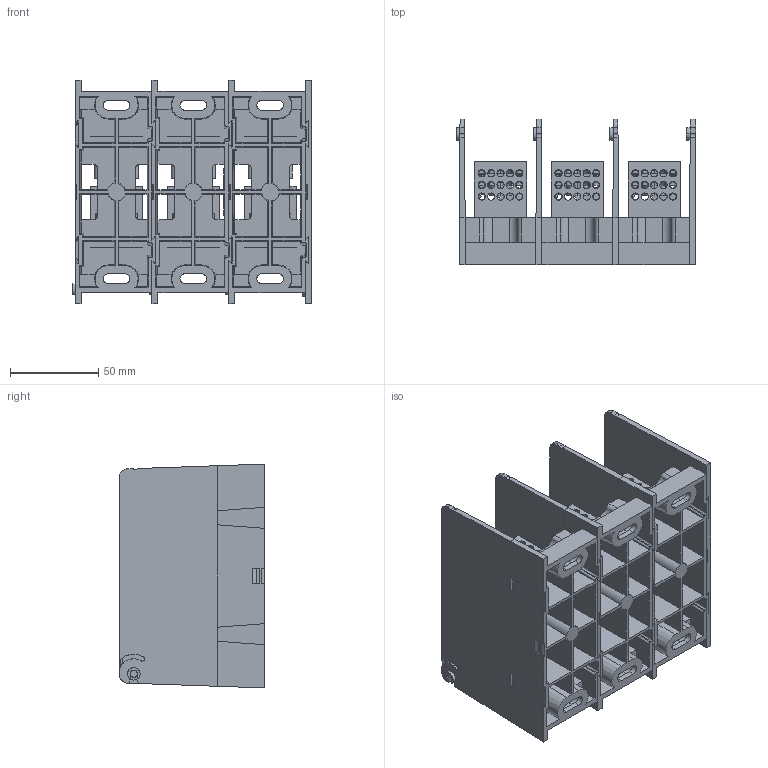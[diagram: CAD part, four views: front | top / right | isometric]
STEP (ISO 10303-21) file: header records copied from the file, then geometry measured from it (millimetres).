
FILE_DESCRIPTION (( 'STEP AP214' ), '1' );
FILE_NAME ('701903rev-3P.STEP', '2015-06-18T19:38:02', ( '' ), ( '' ), 'SwSTEP 2.0', 'SolidWorks 2014', '' );
FILE_SCHEMA (( 'AUTOMOTIVE_DESIGN' ));
Length unit declared in the file: inch
Products named in the file (1): 701903rev-3P
Bounding box: 135.72 x 82.55 x 127.01 mm (x, y, z)
Surface area: 174803.6 mm2 (no closed solid volume)
Topology: 0 solids, 49 shells, 994 faces, 3524 edges, 2402 vertices
Faces by surface type: plane 514, cone 250, cylinder 230
Entity records: 52048 total; most frequent: CARTESIAN_POINT 10715, DIRECTION 5629, ORIENTED_EDGE 5513, EDGE_CURVE 3486, VERTEX_POINT 2402, VECTOR 2017, LINE 2017, AXIS2_PLACEMENT_3D 1806
